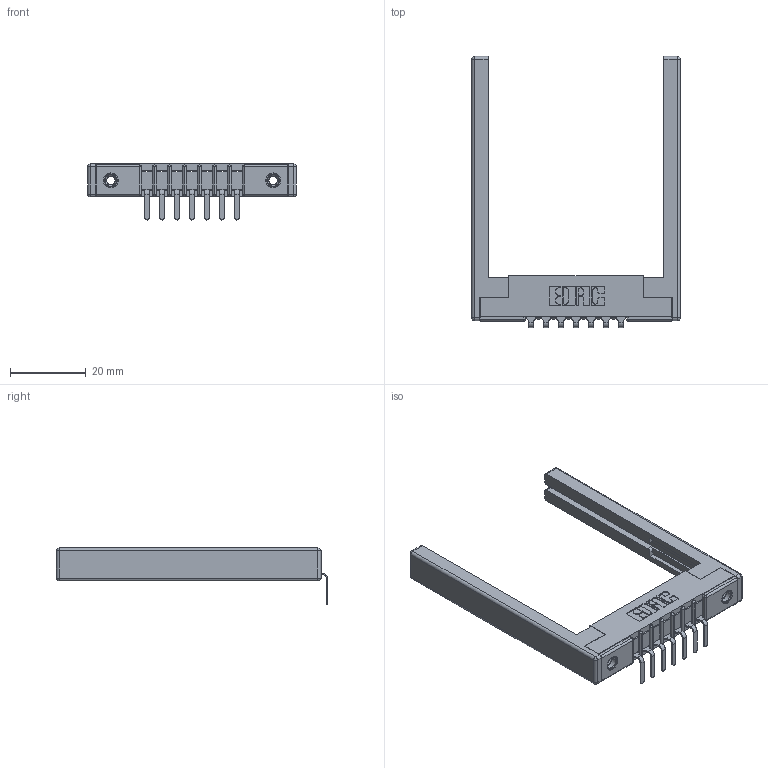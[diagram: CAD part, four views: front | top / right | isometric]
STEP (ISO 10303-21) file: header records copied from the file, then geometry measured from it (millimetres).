
FILE_DESCRIPTION (( 'STEP AP203' ), '1' );
FILE_NAME ('357-007-559-168.STEP', '2022-07-13T00:14:14', ( '' ), ( '' ), 'SwSTEP 2.0', 'SolidWorks 2020', '' );
FILE_SCHEMA (( 'CONFIG_CONTROL_DESIGN' ));
Length unit declared in the file: inch
Products named in the file (5): 307-220-068; 307 Part_.156 Dia Mounting Holes; 357-007-559-168; 307-290-001_558 559 - 1 (Single); 345-250-001_345-250-001-102
Assembly tree (12 placements, depth 2):
  357-007-559-168
    307 Part_.156 Dia Mounting Holes
    307-290-001_558 559 - 1 (Single)  x7
    307-220-068  x2
    345-250-001_345-250-001-102  x2
Bounding box: 55.17 x 71.67 x 14.81 mm (x, y, z)
Volume: 8095.9 mm3; surface area: 9045.7 mm2
Topology: 12 solids, 12 shells, 700 faces, 1931 edges, 1234 vertices
Faces by surface type: plane 431, cylinder 229, sphere 24, cone 12, torus 4
Entity records: 13179 total; most frequent: CARTESIAN_POINT 2173, DIRECTION 2152, ORIENTED_EDGE 2148, EDGE_CURVE 1074, LINE 806, VECTOR 806, VERTEX_POINT 694, AXIS2_PLACEMENT_3D 673
